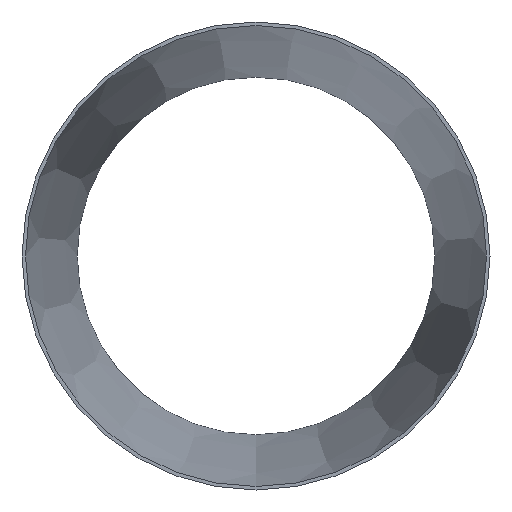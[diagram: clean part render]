
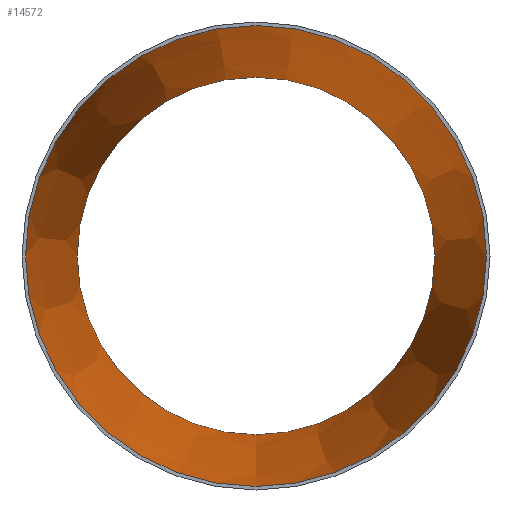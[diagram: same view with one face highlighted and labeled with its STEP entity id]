
A CAD part, front view. The second image highlights one B-rep face of the part: STEP entity #14572.
In plain terms, the highlighted conical face has half-angle 6.014 degrees and reference radius 131.489 mm.
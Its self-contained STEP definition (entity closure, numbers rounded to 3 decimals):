
#117 = CARTESIAN_POINT ( 'NONE',  ( 0., 0., 0. ) ) ;
#962 = AXIS2_PLACEMENT_3D ( 'NONE', #8155, #29219, #12068 ) ;
#2508 = CARTESIAN_POINT ( 'NONE',  ( 0., 0., -131.489 ) ) ;
#2738 = FACE_BOUND ( 'NONE', #33552, .T. ) ;
#3774 = DIRECTION ( 'NONE',  ( 0., 0., -1. ) ) ;
#7207 = EDGE_CURVE ( 'NONE', #28086, #28086, #20630, .T. ) ;
#8004 = ORIENTED_EDGE ( 'NONE', *, *, #9875, .T. ) ;
#8155 = CARTESIAN_POINT ( 'NONE',  ( 0., 280., 0. ) ) ;
#9875 = EDGE_CURVE ( 'NONE', #36888, #36888, #33818, .T. ) ;
#11716 = FACE_OUTER_BOUND ( 'NONE', #24163, .T. ) ;
#12068 = DIRECTION ( 'NONE',  ( 0., 0., -1. ) ) ;
#12573 = AXIS2_PLACEMENT_3D ( 'NONE', #117, #28686, #23059 ) ;
#12752 = CARTESIAN_POINT ( 'NONE',  ( 0., 0., 0. ) ) ;
#14572 = ADVANCED_FACE ( 'NONE', ( #2738, #11716 ), #34646, .F. ) ;
#17070 = CARTESIAN_POINT ( 'NONE',  ( 0., 280., -101.989 ) ) ;
#17102 = AXIS2_PLACEMENT_3D ( 'NONE', #12752, #23545, #3774 ) ;
#17234 = ORIENTED_EDGE ( 'NONE', *, *, #7207, .F. ) ;
#20630 = CIRCLE ( 'NONE', #962, 101.989 ) ;
#23059 = DIRECTION ( 'NONE',  ( 0., 0., -1. ) ) ;
#23545 = DIRECTION ( 'NONE',  ( 0., -1., 0. ) ) ;
#24163 = EDGE_LOOP ( 'NONE', ( #8004 ) ) ;
#28086 = VERTEX_POINT ( 'NONE', #17070 ) ;
#28686 = DIRECTION ( 'NONE',  ( 0., -1., 0. ) ) ;
#29219 = DIRECTION ( 'NONE',  ( 0., -1., 0. ) ) ;
#33552 = EDGE_LOOP ( 'NONE', ( #17234 ) ) ;
#33818 = CIRCLE ( 'NONE', #17102, 131.489 ) ;
#34646 = CONICAL_SURFACE ( 'NONE', #12573, 131.489, 0.105 ) ;
#36888 = VERTEX_POINT ( 'NONE', #2508 ) ;
